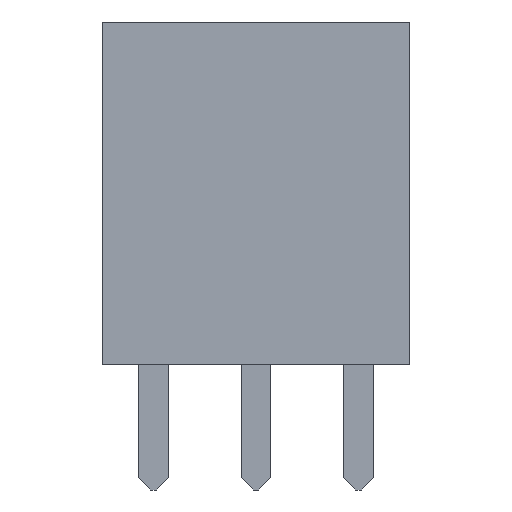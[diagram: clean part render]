
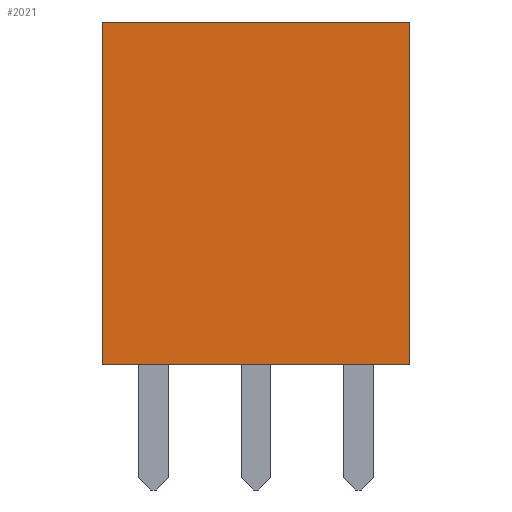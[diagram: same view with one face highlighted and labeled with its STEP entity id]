
A CAD part, front view. The second image highlights one B-rep face of the part: STEP entity #2021.
In plain terms, the highlighted planar face has unit normal (0, -1, 0).
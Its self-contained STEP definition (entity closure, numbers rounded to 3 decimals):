
#93=FACE_OUTER_BOUND('',#218,.T.);
#218=EDGE_LOOP('',(#1531,#1532,#1533,#1534));
#345=LINE('',#2879,#621);
#370=LINE('',#2931,#646);
#375=LINE('',#2940,#651);
#410=LINE('',#3011,#686);
#621=VECTOR('',#2340,10.);
#646=VECTOR('',#2379,10.);
#651=VECTOR('',#2388,10.);
#686=VECTOR('',#2463,10.);
#879=VERTEX_POINT('',#2876);
#880=VERTEX_POINT('',#2878);
#899=VERTEX_POINT('',#2928);
#900=VERTEX_POINT('',#2930);
#1073=EDGE_CURVE('',#879,#880,#345,.T.);
#1098=EDGE_CURVE('',#900,#899,#370,.T.);
#1103=EDGE_CURVE('',#900,#879,#375,.T.);
#1138=EDGE_CURVE('',#899,#880,#410,.F.);
#1531=ORIENTED_EDGE('',*,*,#1098,.T.);
#1532=ORIENTED_EDGE('',*,*,#1138,.T.);
#1533=ORIENTED_EDGE('',*,*,#1073,.F.);
#1534=ORIENTED_EDGE('',*,*,#1103,.F.);
#1899=PLANE('',#2165);
#2021=ADVANCED_FACE('',(#93),#1899,.T.);
#2165=AXIS2_PLACEMENT_3D('',#3012,#2464,#2465);
#2340=DIRECTION('',(1.,0.,0.));
#2379=DIRECTION('',(1.,0.,0.));
#2388=DIRECTION('',(0.,0.,1.));
#2463=DIRECTION('',(0.,0.,-1.));
#2464=DIRECTION('center_axis',(0.,-1.,0.));
#2465=DIRECTION('ref_axis',(1.,0.,0.));
#2876=CARTESIAN_POINT('',(-3.84,-2.52,8.6));
#2878=CARTESIAN_POINT('',(3.78,-2.52,8.6));
#2879=CARTESIAN_POINT('',(-3.84,-2.52,8.6));
#2928=CARTESIAN_POINT('',(3.78,-2.52,0.1));
#2930=CARTESIAN_POINT('',(-3.84,-2.52,0.1));
#2931=CARTESIAN_POINT('',(-3.84,-2.52,0.1));
#2940=CARTESIAN_POINT('',(-3.84,-2.52,0.1));
#3011=CARTESIAN_POINT('',(3.78,-2.52,0.1));
#3012=CARTESIAN_POINT('Origin',(-3.84,-2.52,0.1));
